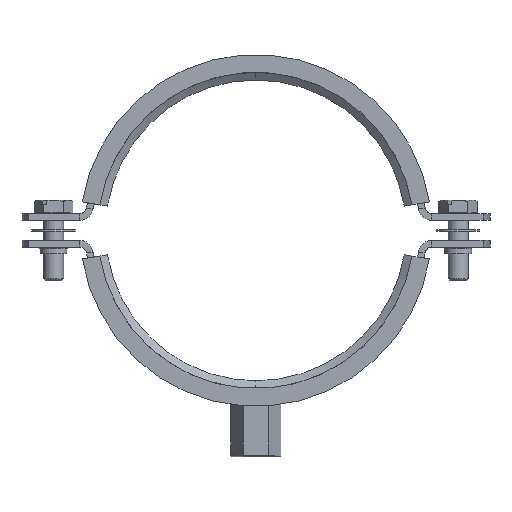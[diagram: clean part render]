
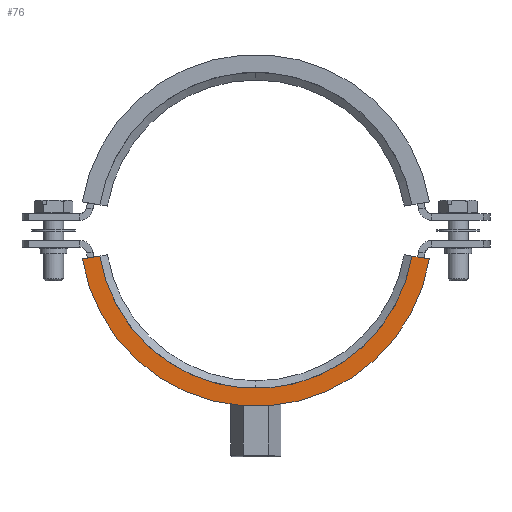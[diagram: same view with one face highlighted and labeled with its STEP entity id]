
A CAD part, front view. The second image highlights one B-rep face of the part: STEP entity #76.
In plain terms, the highlighted planar face has unit normal (0, -1, 0).
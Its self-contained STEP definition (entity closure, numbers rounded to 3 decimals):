
#76 = ADVANCED_FACE ( 'NONE', ( #17010 ), #17303, .F. ) ;
#486 = DIRECTION ( 'NONE',  ( 0.987, 0., -0.162 ) ) ;
#1125 = DIRECTION ( 'NONE',  ( 0., 1., 0. ) ) ;
#1423 = EDGE_CURVE ( 'NONE', #13046, #7662, #2218, .T. ) ;
#1474 = DIRECTION ( 'NONE',  ( -0.987, 0., -0.162 ) ) ;
#1670 = LINE ( 'NONE', #11601, #11853 ) ;
#1823 = ORIENTED_EDGE ( 'NONE', *, *, #3275, .T. ) ;
#2152 = LINE ( 'NONE', #13813, #11501 ) ;
#2218 = CIRCLE ( 'NONE', #4101, 52.5 ) ;
#3275 = EDGE_CURVE ( 'NONE', #8969, #12496, #8408, .T. ) ;
#3811 = DIRECTION ( 'NONE',  ( 0., 1., 0. ) ) ;
#3999 = CARTESIAN_POINT ( 'NONE',  ( 46.577, -11.5, 41.358 ) ) ;
#4101 = AXIS2_PLACEMENT_3D ( 'NONE', #13174, #1125, #14541 ) ;
#5184 = ORIENTED_EDGE ( 'NONE', *, *, #5340, .T. ) ;
#5340 = EDGE_CURVE ( 'NONE', #12496, #7662, #1670, .T. ) ;
#7562 = CARTESIAN_POINT ( 'NONE',  ( -51.807, -11.5, 40.499 ) ) ;
#7662 = VERTEX_POINT ( 'NONE', #7562 ) ;
#8408 = CIRCLE ( 'NONE', #12155, 47.2 ) ;
#8969 = VERTEX_POINT ( 'NONE', #15451 ) ;
#11501 = VECTOR ( 'NONE', #486, 1000. ) ;
#11601 = CARTESIAN_POINT ( 'NONE',  ( -46.577, -11.5, 41.358 ) ) ;
#11853 = VECTOR ( 'NONE', #1474, 1000. ) ;
#12037 = CARTESIAN_POINT ( 'NONE',  ( 51.807, -11.5, 40.499 ) ) ;
#12155 = AXIS2_PLACEMENT_3D ( 'NONE', #17141, #12364, #18313 ) ;
#12364 = DIRECTION ( 'NONE',  ( 0., 1., 0. ) ) ;
#12496 = VERTEX_POINT ( 'NONE', #15124 ) ;
#13046 = VERTEX_POINT ( 'NONE', #12037 ) ;
#13174 = CARTESIAN_POINT ( 'NONE',  ( 0., -11.5, 49. ) ) ;
#13813 = CARTESIAN_POINT ( 'NONE',  ( 46.577, -11.5, 41.358 ) ) ;
#14397 = EDGE_LOOP ( 'NONE', ( #15010, #19033, #1823, #5184 ) ) ;
#14541 = DIRECTION ( 'NONE',  ( 0., 0., 1. ) ) ;
#14778 = EDGE_CURVE ( 'NONE', #8969, #13046, #2152, .T. ) ;
#15010 = ORIENTED_EDGE ( 'NONE', *, *, #1423, .F. ) ;
#15124 = CARTESIAN_POINT ( 'NONE',  ( -46.577, -11.5, 41.358 ) ) ;
#15451 = CARTESIAN_POINT ( 'NONE',  ( 46.577, -11.5, 41.358 ) ) ;
#16451 = AXIS2_PLACEMENT_3D ( 'NONE', #3999, #3811, #17210 ) ;
#17010 = FACE_OUTER_BOUND ( 'NONE', #14397, .T. ) ;
#17141 = CARTESIAN_POINT ( 'NONE',  ( 0., -11.5, 49. ) ) ;
#17210 = DIRECTION ( 'NONE',  ( 0., 0., 1. ) ) ;
#17303 = PLANE ( 'NONE',  #16451 ) ;
#18313 = DIRECTION ( 'NONE',  ( 0., 0., 1. ) ) ;
#19033 = ORIENTED_EDGE ( 'NONE', *, *, #14778, .F. ) ;
